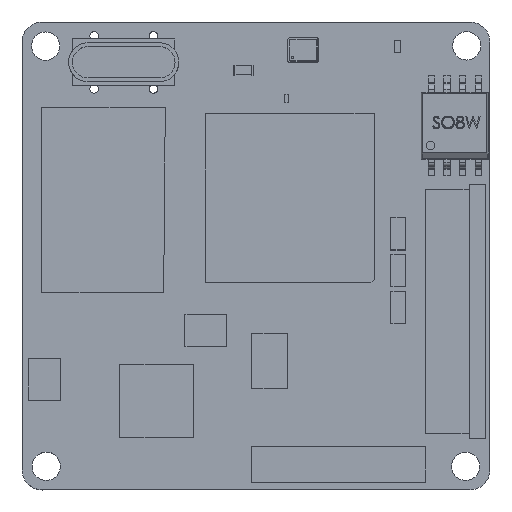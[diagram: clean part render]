
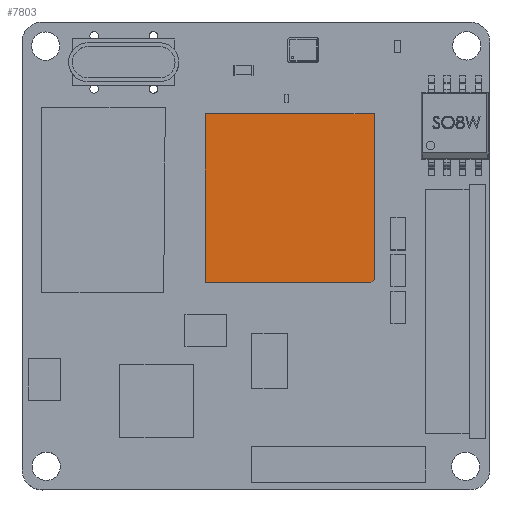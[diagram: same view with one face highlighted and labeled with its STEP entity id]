
A CAD part, top view. The second image highlights one B-rep face of the part: STEP entity #7803.
In plain terms, the highlighted planar face has unit normal (0, 0, 1).
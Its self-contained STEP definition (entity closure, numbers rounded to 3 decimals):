
#7656=DIRECTION('',(1.,0.,0.));
#7657=VECTOR('',#7656,13.716);
#7658=CARTESIAN_POINT('',(-6.858,6.858,0.949));
#7659=LINE('',#7658,#7657);
#7660=DIRECTION('',(0.,-1.,0.));
#7661=VECTOR('',#7660,13.462);
#7662=CARTESIAN_POINT('',(6.858,6.858,0.949));
#7663=LINE('',#7662,#7661);
#7664=DIRECTION('',(-0.707,-0.707,0.));
#7665=VECTOR('',#7664,0.359);
#7666=CARTESIAN_POINT('',(6.858,-6.604,0.949));
#7667=LINE('',#7666,#7665);
#7668=DIRECTION('',(-1.,0.,0.));
#7669=VECTOR('',#7668,13.462);
#7670=CARTESIAN_POINT('',(6.604,-6.858,0.949));
#7671=LINE('',#7670,#7669);
#7672=DIRECTION('',(0.,1.,0.));
#7673=VECTOR('',#7672,13.716);
#7674=CARTESIAN_POINT('',(-6.858,-6.858,0.949));
#7675=LINE('',#7674,#7673);
#7697=CARTESIAN_POINT('',(6.858,6.858,0.949));
#7699=VERTEX_POINT('',#7697);
#7700=CARTESIAN_POINT('',(-6.858,6.858,0.949));
#7701=VERTEX_POINT('',#7700);
#7705=CARTESIAN_POINT('',(6.858,-6.604,0.949));
#7707=VERTEX_POINT('',#7705);
#7709=CARTESIAN_POINT('',(6.604,-6.858,0.949));
#7711=VERTEX_POINT('',#7709);
#7713=CARTESIAN_POINT('',(-6.858,-6.858,0.949));
#7715=VERTEX_POINT('',#7713);
#7791=CARTESIAN_POINT('',(6.858,6.858,0.949));
#7792=DIRECTION('',(0.,0.,-1.));
#7793=DIRECTION('',(-1.,0.,0.));
#7794=AXIS2_PLACEMENT_3D('',#7791,#7792,#7793);
#7795=PLANE('',#7794);
#7796=ORIENTED_EDGE('',*,*,#7723,.T.);
#7797=ORIENTED_EDGE('',*,*,#7739,.T.);
#7798=ORIENTED_EDGE('',*,*,#7754,.T.);
#7799=ORIENTED_EDGE('',*,*,#7769,.T.);
#7800=ORIENTED_EDGE('',*,*,#7783,.T.);
#7801=EDGE_LOOP('',(#7796,#7797,#7798,#7799,#7800));
#7802=FACE_OUTER_BOUND('',#7801,.F.);
#7723=EDGE_CURVE('',#7701,#7699,#7659,.T.);
#7739=EDGE_CURVE('',#7699,#7707,#7663,.T.);
#7754=EDGE_CURVE('',#7707,#7711,#7667,.T.);
#7769=EDGE_CURVE('',#7711,#7715,#7671,.T.);
#7783=EDGE_CURVE('',#7715,#7701,#7675,.T.);
#7803=ADVANCED_FACE('',(#7802),#7795,.F.);
